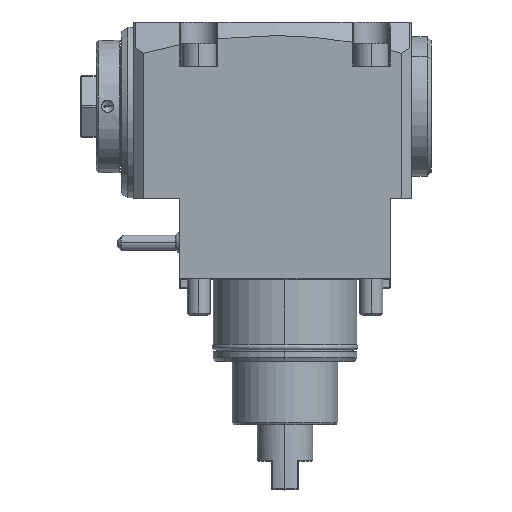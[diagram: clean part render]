
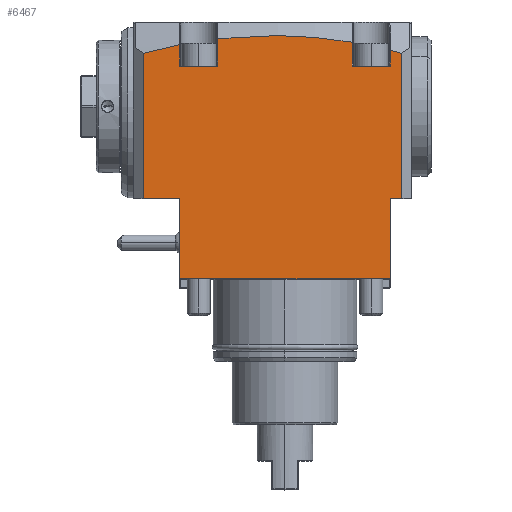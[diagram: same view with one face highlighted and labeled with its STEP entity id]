
A CAD part, top view. The second image highlights one B-rep face of the part: STEP entity #6467.
In plain terms, the highlighted planar face has unit normal (0, 0, 1).
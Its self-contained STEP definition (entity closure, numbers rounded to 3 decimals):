
#982=DIRECTION('',(-1.,0.,0.));
#983=VECTOR('',#982,110.);
#984=CARTESIAN_POINT('',(134.,0.,56.));
#985=LINE('',#984,#983);
#1150=DIRECTION('',(0.,-1.,0.));
#1151=VECTOR('',#1150,75.637);
#1152=CARTESIAN_POINT('',(140.,117.637,56.));
#1153=LINE('',#1152,#1151);
#1154=DIRECTION('',(-1.,0.,0.));
#1155=VECTOR('',#1154,6.);
#1156=CARTESIAN_POINT('',(140.,42.,56.));
#1157=LINE('',#1156,#1155);
#1158=DIRECTION('',(0.,1.,0.));
#1159=VECTOR('',#1158,42.);
#1160=CARTESIAN_POINT('',(134.,0.,56.));
#1161=LINE('',#1160,#1159);
#1162=DIRECTION('',(0.,1.,0.));
#1163=VECTOR('',#1162,42.);
#1164=CARTESIAN_POINT('',(24.,0.,56.));
#1165=LINE('',#1164,#1163);
#1166=DIRECTION('',(1.,0.,0.));
#1167=VECTOR('',#1166,19.);
#1168=CARTESIAN_POINT('',(5.,42.,56.));
#1169=LINE('',#1168,#1167);
#1170=CARTESIAN_POINT('',(23.931,122.14,56.));
#1171=CARTESIAN_POINT('',(17.564,120.878,56.));
#1172=CARTESIAN_POINT('',(11.254,119.375,56.));
#1173=CARTESIAN_POINT('',(5.,117.637,56.));
#1175=DIRECTION('',(-0.631,0.776,0.));
#1176=VECTOR('',#1175,0.11);
#1177=CARTESIAN_POINT('',(24.,122.055,56.));
#1178=LINE('',#1177,#1176);
#1179=DIRECTION('',(0.,1.,0.));
#1180=VECTOR('',#1179,11.055);
#1181=CARTESIAN_POINT('',(24.,111.,56.));
#1182=LINE('',#1181,#1180);
#1183=DIRECTION('',(0.,-1.,0.));
#1184=VECTOR('',#1183,14.285);
#1185=CARTESIAN_POINT('',(44.,125.285,56.));
#1186=LINE('',#1185,#1184);
#1187=CARTESIAN_POINT('',(44.,125.285,56.));
#1188=CARTESIAN_POINT('',(55.71,126.638,56.));
#1189=CARTESIAN_POINT('',(79.086,127.665,56.));
#1190=CARTESIAN_POINT('',(102.377,125.4,56.));
#1191=CARTESIAN_POINT('',(114.,123.437,56.));
#1193=DIRECTION('',(0.,1.,0.));
#1194=VECTOR('',#1193,12.437);
#1195=CARTESIAN_POINT('',(114.,111.,56.));
#1196=LINE('',#1195,#1194);
#1197=DIRECTION('',(0.,-1.,0.));
#1198=VECTOR('',#1197,8.101);
#1199=CARTESIAN_POINT('',(134.,119.101,56.));
#1200=LINE('',#1199,#1198);
#1201=DIRECTION('',(-0.645,-0.764,0.));
#1202=VECTOR('',#1201,0.136);
#1203=CARTESIAN_POINT('',(134.088,119.205,56.));
#1204=LINE('',#1203,#1202);
#1205=CARTESIAN_POINT('',(134.088,119.205,56.));
#1206=CARTESIAN_POINT('',(136.065,118.706,56.));
#1207=CARTESIAN_POINT('',(138.035,118.183,56.));
#1208=CARTESIAN_POINT('',(140.,117.637,56.));
#1221=CARTESIAN_POINT('',(140.,117.637,56.));
#1648=CARTESIAN_POINT('',(44.,125.285,56.));
#1677=DIRECTION('',(-1.,0.,0.));
#1678=VECTOR('',#1677,20.);
#1679=CARTESIAN_POINT('',(134.,111.,56.));
#1680=LINE('',#1679,#1678);
#1854=DIRECTION('',(-1.,0.,0.));
#1855=VECTOR('',#1854,20.);
#1856=CARTESIAN_POINT('',(44.,111.,56.));
#1857=LINE('',#1856,#1855);
#1952=DIRECTION('',(0.,-1.,0.));
#1953=VECTOR('',#1952,75.637);
#1954=CARTESIAN_POINT('',(5.,117.637,56.));
#1955=LINE('',#1954,#1953);
#1968=CARTESIAN_POINT('',(5.,117.637,56.));
#4501=VERTEX_POINT('',#1968);
#4504=VERTEX_POINT('',#1221);
#4510=CARTESIAN_POINT('',(24.,111.,56.));
#4512=VERTEX_POINT('',#4510);
#4513=CARTESIAN_POINT('',(24.,122.055,56.));
#4514=CARTESIAN_POINT('',(23.931,122.14,56.));
#4515=VERTEX_POINT('',#4513);
#4516=VERTEX_POINT('',#4514);
#4524=VERTEX_POINT('',#1648);
#4525=CARTESIAN_POINT('',(44.,111.,56.));
#4526=VERTEX_POINT('',#4525);
#4547=VERTEX_POINT('',#1205);
#4548=VERTEX_POINT('',#1191);
#4550=CARTESIAN_POINT('',(114.,111.,56.));
#4552=VERTEX_POINT('',#4550);
#4557=CARTESIAN_POINT('',(134.,111.,56.));
#4559=VERTEX_POINT('',#4557);
#4606=CARTESIAN_POINT('',(134.,119.101,56.));
#4608=VERTEX_POINT('',#4606);
#5064=CARTESIAN_POINT('',(24.,0.,56.));
#5065=CARTESIAN_POINT('',(24.,42.,56.));
#5066=VERTEX_POINT('',#5064);
#5067=VERTEX_POINT('',#5065);
#5068=CARTESIAN_POINT('',(5.,42.,56.));
#5069=VERTEX_POINT('',#5068);
#5076=CARTESIAN_POINT('',(134.,0.,56.));
#5077=VERTEX_POINT('',#5076);
#5124=CARTESIAN_POINT('',(140.,42.,56.));
#5125=VERTEX_POINT('',#5124);
#5126=CARTESIAN_POINT('',(134.,42.,56.));
#5127=VERTEX_POINT('',#5126);
#6427=CARTESIAN_POINT('',(0.,134.,56.));
#6428=DIRECTION('',(0.,0.,1.));
#6429=DIRECTION('',(0.,-1.,0.));
#6430=AXIS2_PLACEMENT_3D('',#6427,#6428,#6429);
#6431=PLANE('',#6430);
#6433=ORIENTED_EDGE('',*,*,#6432,.T.);
#6435=ORIENTED_EDGE('',*,*,#6434,.T.);
#6437=ORIENTED_EDGE('',*,*,#6436,.F.);
#6438=ORIENTED_EDGE('',*,*,#6150,.T.);
#6439=ORIENTED_EDGE('',*,*,#6129,.T.);
#6440=ORIENTED_EDGE('',*,*,#6106,.F.);
#6442=ORIENTED_EDGE('',*,*,#6441,.F.);
#6444=ORIENTED_EDGE('',*,*,#6443,.F.);
#6446=ORIENTED_EDGE('',*,*,#6445,.F.);
#6448=ORIENTED_EDGE('',*,*,#6447,.F.);
#6450=ORIENTED_EDGE('',*,*,#6449,.F.);
#6452=ORIENTED_EDGE('',*,*,#6451,.F.);
#6454=ORIENTED_EDGE('',*,*,#6453,.T.);
#6456=ORIENTED_EDGE('',*,*,#6455,.F.);
#6458=ORIENTED_EDGE('',*,*,#6457,.F.);
#6460=ORIENTED_EDGE('',*,*,#6459,.F.);
#6462=ORIENTED_EDGE('',*,*,#6461,.F.);
#6464=ORIENTED_EDGE('',*,*,#6463,.T.);
#6465=EDGE_LOOP('',(#6433,#6435,#6437,#6438,#6439,#6440,#6442,#6444,#6446,#6448,
#6450,#6452,#6454,#6456,#6458,#6460,#6462,#6464));
#6466=FACE_OUTER_BOUND('',#6465,.F.);
#1174=B_SPLINE_CURVE_WITH_KNOTS('',3,(#1170,#1171,#1172,#1173),.UNSPECIFIED.,
.F.,.F.,(4,4),(0.,1.),.UNSPECIFIED.);
#1192=B_SPLINE_CURVE_WITH_KNOTS('',3,(#1187,#1188,#1189,#1190,#1191),
.UNSPECIFIED.,.F.,.F.,(4,1,4),(0.,0.5,1.),.UNSPECIFIED.);
#1209=B_SPLINE_CURVE_WITH_KNOTS('',3,(#1205,#1206,#1207,#1208),.UNSPECIFIED.,
.F.,.F.,(4,4),(0.,1.),.UNSPECIFIED.);
#6106=EDGE_CURVE('',#5069,#5067,#1169,.T.);
#6129=EDGE_CURVE('',#5066,#5067,#1165,.T.);
#6150=EDGE_CURVE('',#5077,#5066,#985,.T.);
#6432=EDGE_CURVE('',#4504,#5125,#1153,.T.);
#6434=EDGE_CURVE('',#5125,#5127,#1157,.T.);
#6436=EDGE_CURVE('',#5077,#5127,#1161,.T.);
#6441=EDGE_CURVE('',#4501,#5069,#1955,.T.);
#6443=EDGE_CURVE('',#4516,#4501,#1174,.T.);
#6445=EDGE_CURVE('',#4515,#4516,#1178,.T.);
#6447=EDGE_CURVE('',#4512,#4515,#1182,.T.);
#6449=EDGE_CURVE('',#4526,#4512,#1857,.T.);
#6451=EDGE_CURVE('',#4524,#4526,#1186,.T.);
#6453=EDGE_CURVE('',#4524,#4548,#1192,.T.);
#6455=EDGE_CURVE('',#4552,#4548,#1196,.T.);
#6457=EDGE_CURVE('',#4559,#4552,#1680,.T.);
#6459=EDGE_CURVE('',#4608,#4559,#1200,.T.);
#6461=EDGE_CURVE('',#4547,#4608,#1204,.T.);
#6463=EDGE_CURVE('',#4547,#4504,#1209,.T.);
#6467=ADVANCED_FACE('',(#6466),#6431,.T.);
